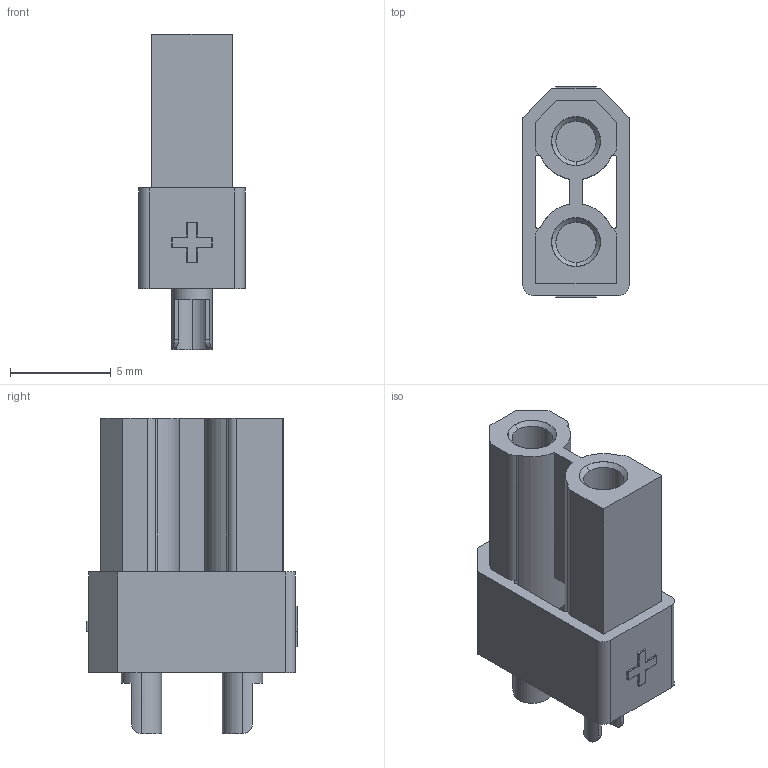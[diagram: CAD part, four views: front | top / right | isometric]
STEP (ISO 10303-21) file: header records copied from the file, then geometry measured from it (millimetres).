
FILE_DESCRIPTION (( 'STEP AP214' ), '1' );
FILE_NAME ('XT30U-F_IW.STEP', '2024-12-24T03:29:10', ( '' ), ( '' ), 'SwSTEP 2.0', 'SolidWorks 2024', '' );
FILE_SCHEMA (( 'AUTOMOTIVE_DESIGN' ));
Length unit declared in the file: millimetre
Products named in the file (1): XT30U-F_IW
Bounding box: 5.25 x 10.45 x 15.6 mm (x, y, z)
Volume: 306.3 mm3; surface area: 1068.1 mm2
Topology: 3 solids, 3 shells, 180 faces, 458 edges, 272 vertices
Faces by surface type: cylinder 90, plane 62, cone 12, sphere 12, bspline 4
Entity records: 6407 total; most frequent: CARTESIAN_POINT 2023, DIRECTION 956, ORIENTED_EDGE 884, EDGE_CURVE 442, AXIS2_PLACEMENT_3D 357, VERTEX_POINT 272, LINE 242, VECTOR 242
